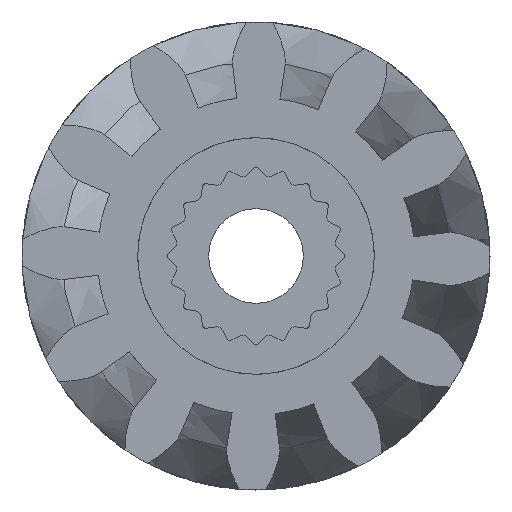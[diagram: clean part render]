
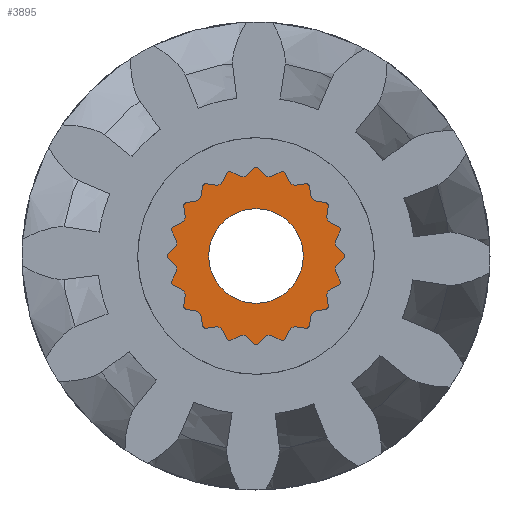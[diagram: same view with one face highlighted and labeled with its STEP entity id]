
A CAD part, front view. The second image highlights one B-rep face of the part: STEP entity #3895.
In plain terms, the highlighted planar face has unit normal (0, -1, 0).
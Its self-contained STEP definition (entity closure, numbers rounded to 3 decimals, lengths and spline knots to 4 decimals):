
#507=FACE_BOUND('',#791,.T.);
#514=PLANE('',#4209);
#564=FACE_OUTER_BOUND('',#790,.T.);
#790=EDGE_LOOP('',(#2643));
#791=EDGE_LOOP('',(#2644));
#1491=CIRCLE('',#4204,1.6);
#1493=CIRCLE('',#4207,4.);
#1641=VERTEX_POINT('',#5228);
#1643=VERTEX_POINT('',#5234);
#2029=EDGE_CURVE('',#1641,#1641,#1491,.T.);
#2032=EDGE_CURVE('',#1643,#1643,#1493,.T.);
#2643=ORIENTED_EDGE('',*,*,#2032,.F.);
#2644=ORIENTED_EDGE('',*,*,#2029,.T.);
#3895=ADVANCED_FACE('',(#564,#507),#514,.F.);
#4204=AXIS2_PLACEMENT_3D('',#5230,#4475,#4476);
#4207=AXIS2_PLACEMENT_3D('',#5236,#4482,#4483);
#4209=AXIS2_PLACEMENT_3D('',#5238,#4486,#4487);
#4475=DIRECTION('center_axis',(0.,1.,0.));
#4476=DIRECTION('ref_axis',(1.,0.,0.));
#4482=DIRECTION('center_axis',(0.,1.,0.));
#4483=DIRECTION('ref_axis',(-1.,0.,0.));
#4486=DIRECTION('center_axis',(0.,1.,0.));
#4487=DIRECTION('ref_axis',(0.,0.,1.));
#5228=CARTESIAN_POINT('',(-1.6,0.,0.));
#5230=CARTESIAN_POINT('Origin',(0.,0.,0.));
#5234=CARTESIAN_POINT('',(4.,0.,0.));
#5236=CARTESIAN_POINT('Origin',(0.,0.,0.));
#5238=CARTESIAN_POINT('Origin',(0.,0.,0.));
